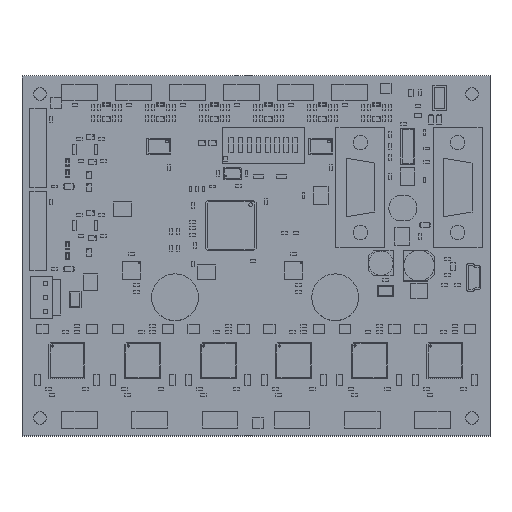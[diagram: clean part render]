
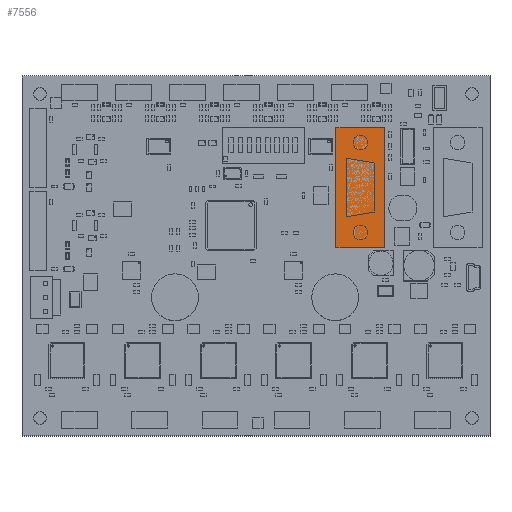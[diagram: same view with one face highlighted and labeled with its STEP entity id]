
A CAD part, top view. The second image highlights one B-rep face of the part: STEP entity #7556.
In plain terms, the highlighted planar face has unit normal (0, 0, 1).
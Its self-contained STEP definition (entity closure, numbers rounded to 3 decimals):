
#7556=ADVANCED_FACE('',(#14561),#14562,.T.);
#14561=FACE_OUTER_BOUND('',#21743,.T.);
#14562=PLANE('',#21744);
#21743=EDGE_LOOP('',(#38878,#38879,#38880,#38881));
#21744=AXIS2_PLACEMENT_3D('',#38882,#38883,#38884);
#38878=ORIENTED_EDGE('',*,*,#44761,.F.);
#38879=ORIENTED_EDGE('',*,*,#42288,.F.);
#38880=ORIENTED_EDGE('',*,*,#45893,.F.);
#38881=ORIENTED_EDGE('',*,*,#39793,.F.);
#38882=CARTESIAN_POINT('',(94.0,69.0,13.516));
#38883=DIRECTION('',(0.0,-0.0,1.0));
#38884=DIRECTION('',(0.,1.0,0.0));
#39793=EDGE_CURVE('',#46860,#46862,#46863,.T.);
#42288=EDGE_CURVE('',#50951,#50953,#50954,.T.);
#44761=EDGE_CURVE('',#50953,#46860,#54426,.T.);
#45893=EDGE_CURVE('',#46862,#50951,#55655,.T.);
#46860=VERTEX_POINT('',#56944);
#46862=VERTEX_POINT('',#56947);
#46863=LINE('',#56948,#56949);
#50951=VERTEX_POINT('',#62749);
#50953=VERTEX_POINT('',#62752);
#50954=LINE('',#62753,#62754);
#54426=LINE('',#67957,#67958);
#55655=LINE('',#69616,#69617);
#56944=CARTESIAN_POINT('',(87.2,52.3,13.516));
#56947=CARTESIAN_POINT('',(87.2,85.7,13.516));
#56948=CARTESIAN_POINT('',(87.2,85.7,13.516));
#56949=VECTOR('',#70219,1.0);
#62749=CARTESIAN_POINT('',(100.8,85.7,13.516));
#62752=CARTESIAN_POINT('',(100.8,52.3,13.516));
#62753=CARTESIAN_POINT('',(100.8,52.3,13.516));
#62754=VECTOR('',#72452,1.0);
#67957=CARTESIAN_POINT('',(87.2,52.3,13.516));
#67958=VECTOR('',#74481,1.0);
#69616=CARTESIAN_POINT('',(100.8,85.7,13.516));
#69617=VECTOR('',#75016,1.0);
#70219=DIRECTION('',(0.,1.0,0.0));
#72452=DIRECTION('',(0.,-1.0,-0.0));
#74481=DIRECTION('',(-1.0,0.,0.0));
#75016=DIRECTION('',(1.0,0.,-0.0));
